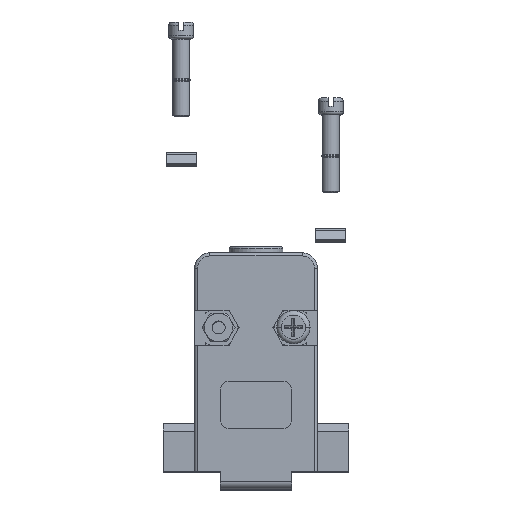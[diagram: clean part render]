
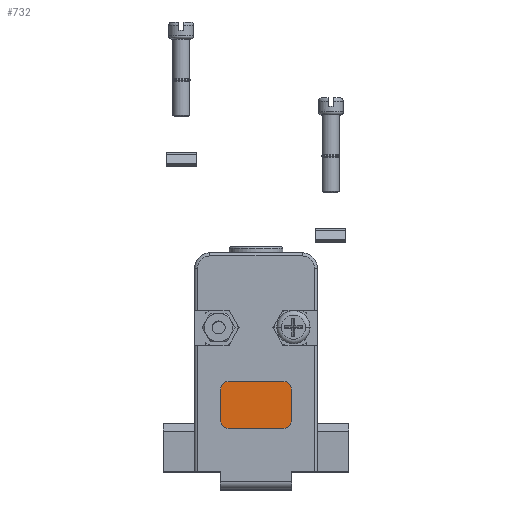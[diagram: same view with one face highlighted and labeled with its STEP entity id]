
A CAD part, top view. The second image highlights one B-rep face of the part: STEP entity #732.
In plain terms, the highlighted face is planar.
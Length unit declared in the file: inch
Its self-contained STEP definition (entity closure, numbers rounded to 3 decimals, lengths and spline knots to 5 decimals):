
#122 = DIRECTION ( 'NONE',  ( 0., 1., 0. ) ) ;
#390 = DIRECTION ( 'NONE',  ( -1., 0., 0. ) ) ;
#393 = ORIENTED_EDGE ( 'NONE', *, *, #4851, .T. ) ;
#600 = DIRECTION ( 'NONE',  ( 0., 0., -1. ) ) ;
#681 = VERTEX_POINT ( 'NONE', #3346 ) ;
#732 = ADVANCED_FACE ( 'NONE', ( #9689 ), #4277, .F. ) ;
#734 = CARTESIAN_POINT ( 'NONE',  ( 0.18228, -0.43504, -0.29496 ) ) ;
#925 = DIRECTION ( 'NONE',  ( 1., 0., 0. ) ) ;
#1169 = EDGE_CURVE ( 'NONE', #8147, #9654, #7359, .T. ) ;
#1267 = DIRECTION ( 'NONE',  ( 0., 0., -1. ) ) ;
#1380 = CARTESIAN_POINT ( 'NONE',  ( -0.18228, -0.38504, -0.29496 ) ) ;
#1466 = EDGE_CURVE ( 'NONE', #9654, #2598, #6093, .T. ) ;
#1558 = CIRCLE ( 'NONE', #9395, 0.05 ) ;
#1739 = CIRCLE ( 'NONE', #8499, 0.05 ) ;
#1838 = VERTEX_POINT ( 'NONE', #10278 ) ;
#1908 = ORIENTED_EDGE ( 'NONE', *, *, #7000, .T. ) ;
#1924 = AXIS2_PLACEMENT_3D ( 'NONE', #7115, #3336, #925 ) ;
#2037 = VECTOR ( 'NONE', #8861, 39.37008 ) ;
#2160 = LINE ( 'NONE', #9120, #5258 ) ;
#2318 = EDGE_CURVE ( 'NONE', #8041, #10514, #11427, .T. ) ;
#2412 = CARTESIAN_POINT ( 'NONE',  ( -0.18228, -0.43504, -0.29496 ) ) ;
#2457 = DIRECTION ( 'NONE',  ( -1., 0., 0. ) ) ;
#2598 = VERTEX_POINT ( 'NONE', #2412 ) ;
#2616 = CARTESIAN_POINT ( 'NONE',  ( 0.18228, -0.17795, -0.29496 ) ) ;
#2709 = ORIENTED_EDGE ( 'NONE', *, *, #10042, .T. ) ;
#2999 = DIRECTION ( 'NONE',  ( 0., 0., -1. ) ) ;
#3336 = DIRECTION ( 'NONE',  ( 0., 0., -1. ) ) ;
#3346 = CARTESIAN_POINT ( 'NONE',  ( -0.23228, -0.38504, -0.29496 ) ) ;
#3395 = DIRECTION ( 'NONE',  ( 1., 0., 0. ) ) ;
#3509 = LINE ( 'NONE', #4261, #2037 ) ;
#3854 = CARTESIAN_POINT ( 'NONE',  ( 0.18228, -0.12795, -0.29496 ) ) ;
#4197 = AXIS2_PLACEMENT_3D ( 'NONE', #9431, #2999, #390 ) ;
#4261 = CARTESIAN_POINT ( 'NONE',  ( 0.23228, -0.17795, -0.29496 ) ) ;
#4277 = PLANE ( 'NONE',  #9636 ) ;
#4403 = DIRECTION ( 'NONE',  ( 0., 0., 1. ) ) ;
#4519 = CARTESIAN_POINT ( 'NONE',  ( 0.18228, -0.17795, -0.29496 ) ) ;
#4851 = EDGE_CURVE ( 'NONE', #1838, #8147, #3509, .T. ) ;
#4927 = DIRECTION ( 'NONE',  ( 1., 0., 0. ) ) ;
#5013 = ORIENTED_EDGE ( 'NONE', *, *, #11121, .T. ) ;
#5033 = CARTESIAN_POINT ( 'NONE',  ( 0.18228, -0.43504, -0.29496 ) ) ;
#5054 = EDGE_LOOP ( 'NONE', ( #10060, #393, #5312, #10585, #5013, #1908, #2709, #6847 ) ) ;
#5165 = CARTESIAN_POINT ( 'NONE',  ( 0.18228, -0.12795, -0.29496 ) ) ;
#5258 = VECTOR ( 'NONE', #122, 39.37008 ) ;
#5312 = ORIENTED_EDGE ( 'NONE', *, *, #1169, .T. ) ;
#6093 = LINE ( 'NONE', #734, #10518 ) ;
#6847 = ORIENTED_EDGE ( 'NONE', *, *, #2318, .T. ) ;
#7000 = EDGE_CURVE ( 'NONE', #681, #10806, #2160, .T. ) ;
#7115 = CARTESIAN_POINT ( 'NONE',  ( 0.18228, -0.38504, -0.29496 ) ) ;
#7359 = CIRCLE ( 'NONE', #1924, 0.05 ) ;
#7568 = VECTOR ( 'NONE', #3395, 39.37008 ) ;
#7782 = CIRCLE ( 'NONE', #4197, 0.05 ) ;
#7999 = DIRECTION ( 'NONE',  ( 1., 0., 0. ) ) ;
#8041 = VERTEX_POINT ( 'NONE', #10500 ) ;
#8051 = CARTESIAN_POINT ( 'NONE',  ( 0.23228, -0.38504, -0.29496 ) ) ;
#8147 = VERTEX_POINT ( 'NONE', #8051 ) ;
#8499 = AXIS2_PLACEMENT_3D ( 'NONE', #1380, #1267, #4927 ) ;
#8861 = DIRECTION ( 'NONE',  ( 0., -1., 0. ) ) ;
#9120 = CARTESIAN_POINT ( 'NONE',  ( -0.23228, -0.17795, -0.29496 ) ) ;
#9268 = EDGE_CURVE ( 'NONE', #10514, #1838, #1558, .T. ) ;
#9395 = AXIS2_PLACEMENT_3D ( 'NONE', #2616, #600, #11286 ) ;
#9431 = CARTESIAN_POINT ( 'NONE',  ( -0.18228, -0.17795, -0.29496 ) ) ;
#9445 = CARTESIAN_POINT ( 'NONE',  ( -0.23228, -0.17795, -0.29496 ) ) ;
#9636 = AXIS2_PLACEMENT_3D ( 'NONE', #4519, #4403, #7999 ) ;
#9654 = VERTEX_POINT ( 'NONE', #5033 ) ;
#9689 = FACE_OUTER_BOUND ( 'NONE', #5054, .T. ) ;
#10042 = EDGE_CURVE ( 'NONE', #10806, #8041, #7782, .T. ) ;
#10060 = ORIENTED_EDGE ( 'NONE', *, *, #9268, .T. ) ;
#10278 = CARTESIAN_POINT ( 'NONE',  ( 0.23228, -0.17795, -0.29496 ) ) ;
#10500 = CARTESIAN_POINT ( 'NONE',  ( -0.18228, -0.12795, -0.29496 ) ) ;
#10514 = VERTEX_POINT ( 'NONE', #3854 ) ;
#10518 = VECTOR ( 'NONE', #2457, 39.37008 ) ;
#10585 = ORIENTED_EDGE ( 'NONE', *, *, #1466, .T. ) ;
#10806 = VERTEX_POINT ( 'NONE', #9445 ) ;
#11121 = EDGE_CURVE ( 'NONE', #2598, #681, #1739, .T. ) ;
#11286 = DIRECTION ( 'NONE',  ( 1., 0., 0. ) ) ;
#11427 = LINE ( 'NONE', #5165, #7568 ) ;
